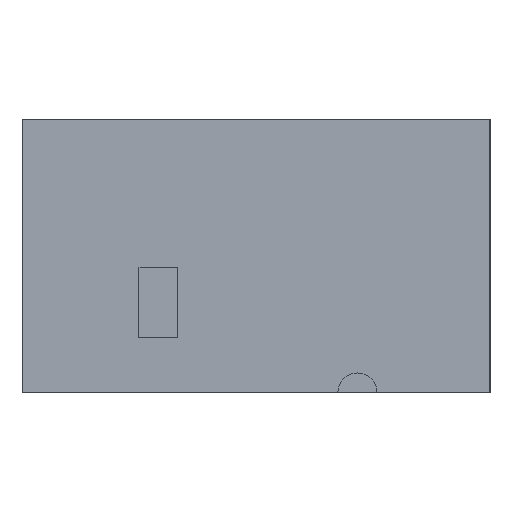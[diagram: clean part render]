
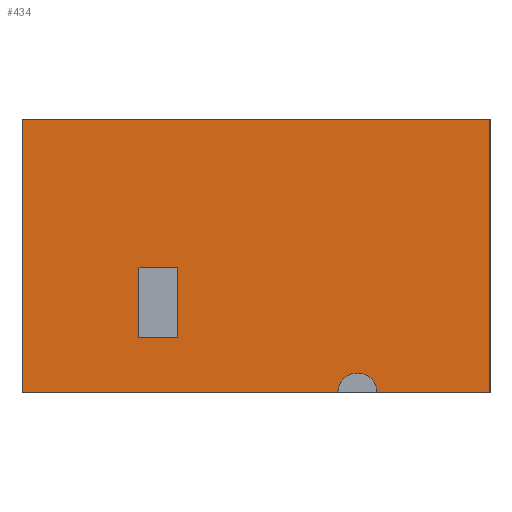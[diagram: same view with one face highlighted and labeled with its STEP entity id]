
A CAD part, left-side view. The second image highlights one B-rep face of the part: STEP entity #434.
In plain terms, the highlighted planar face has unit normal (-1, 0, 0).
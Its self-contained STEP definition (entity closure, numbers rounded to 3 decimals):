
#2 = LINE ( 'NONE', #31, #45 ) ;
#4 = CARTESIAN_POINT ( 'NONE',  ( -55., 15., 0. ) ) ;
#21 = VECTOR ( 'NONE', #306, 1000. ) ;
#27 = CARTESIAN_POINT ( 'NONE',  ( -55., 10., 7. ) ) ;
#31 = CARTESIAN_POINT ( 'NONE',  ( -55., -30., 35. ) ) ;
#36 = ORIENTED_EDGE ( 'NONE', *, *, #332, .F. ) ;
#39 = CARTESIAN_POINT ( 'NONE',  ( -55., 30., 35. ) ) ;
#45 = VECTOR ( 'NONE', #154, 1000. ) ;
#46 = DIRECTION ( 'NONE',  ( -1., 0., 0. ) ) ;
#48 = DIRECTION ( 'NONE',  ( 0., -1., 0. ) ) ;
#56 = DIRECTION ( 'NONE',  ( 0., -1., 0. ) ) ;
#60 = CARTESIAN_POINT ( 'NONE',  ( -55., 30., 35. ) ) ;
#66 = VERTEX_POINT ( 'NONE', #84 ) ;
#67 = VERTEX_POINT ( 'NONE', #292 ) ;
#79 = DIRECTION ( 'NONE',  ( 0., 0., -1. ) ) ;
#84 = CARTESIAN_POINT ( 'NONE',  ( -55., 15., 16. ) ) ;
#85 = EDGE_CURVE ( 'NONE', #399, #67, #333, .T. ) ;
#93 = CARTESIAN_POINT ( 'NONE',  ( -55., 15., 7. ) ) ;
#112 = CARTESIAN_POINT ( 'NONE',  ( -55., 0., 16. ) ) ;
#113 = EDGE_CURVE ( 'NONE', #203, #472, #432, .T. ) ;
#120 = CARTESIAN_POINT ( 'NONE',  ( -55., -13., 0. ) ) ;
#122 = CARTESIAN_POINT ( 'NONE',  ( -55., 10., 16. ) ) ;
#124 = VECTOR ( 'NONE', #260, 1000. ) ;
#131 = CARTESIAN_POINT ( 'NONE',  ( -55., 30., 0. ) ) ;
#134 = LINE ( 'NONE', #60, #250 ) ;
#138 = VERTEX_POINT ( 'NONE', #122 ) ;
#139 = DIRECTION ( 'NONE',  ( 0., 0., -1. ) ) ;
#147 = EDGE_CURVE ( 'NONE', #66, #245, #409, .T. ) ;
#148 = PLANE ( 'NONE',  #221 ) ;
#153 = DIRECTION ( 'NONE',  ( 1., 0., 0. ) ) ;
#154 = DIRECTION ( 'NONE',  ( 0., 0., -1. ) ) ;
#158 = DIRECTION ( 'NONE',  ( 0., -1., 0. ) ) ;
#159 = FACE_BOUND ( 'NONE', #182, .T. ) ;
#162 = DIRECTION ( 'NONE',  ( 0., 0., -1. ) ) ;
#169 = ORIENTED_EDGE ( 'NONE', *, *, #518, .T. ) ;
#176 = ORIENTED_EDGE ( 'NONE', *, *, #147, .F. ) ;
#182 = EDGE_LOOP ( 'NONE', ( #36, #176, #169, #520 ) ) ;
#192 = CARTESIAN_POINT ( 'NONE',  ( -55., 30., 35. ) ) ;
#203 = VERTEX_POINT ( 'NONE', #303 ) ;
#215 = EDGE_CURVE ( 'NONE', #399, #256, #134, .T. ) ;
#221 = AXIS2_PLACEMENT_3D ( 'NONE', #192, #153, #450 ) ;
#223 = CARTESIAN_POINT ( 'NONE',  ( -55., 30., 0. ) ) ;
#245 = VERTEX_POINT ( 'NONE', #93 ) ;
#250 = VECTOR ( 'NONE', #139, 1000. ) ;
#256 = VERTEX_POINT ( 'NONE', #471 ) ;
#257 = LINE ( 'NONE', #223, #21 ) ;
#260 = DIRECTION ( 'NONE',  ( 0., -1., 0. ) ) ;
#262 = EDGE_CURVE ( 'NONE', #256, #472, #424, .T. ) ;
#280 = EDGE_CURVE ( 'NONE', #203, #379, #257, .T. ) ;
#283 = ORIENTED_EDGE ( 'NONE', *, *, #113, .F. ) ;
#292 = CARTESIAN_POINT ( 'NONE',  ( -55., -30., 35. ) ) ;
#303 = CARTESIAN_POINT ( 'NONE',  ( -55., -15.5, 0. ) ) ;
#306 = DIRECTION ( 'NONE',  ( 0., -1., 0. ) ) ;
#310 = VECTOR ( 'NONE', #162, 1000. ) ;
#316 = CARTESIAN_POINT ( 'NONE',  ( -55., -30., 0. ) ) ;
#321 = ORIENTED_EDGE ( 'NONE', *, *, #215, .T. ) ;
#327 = DIRECTION ( 'NONE',  ( 0., -1., 0. ) ) ;
#328 = LINE ( 'NONE', #112, #494 ) ;
#332 = EDGE_CURVE ( 'NONE', #245, #425, #511, .T. ) ;
#333 = LINE ( 'NONE', #504, #353 ) ;
#337 = ORIENTED_EDGE ( 'NONE', *, *, #262, .T. ) ;
#344 = VECTOR ( 'NONE', #56, 1000. ) ;
#348 = ORIENTED_EDGE ( 'NONE', *, *, #85, .F. ) ;
#351 = CARTESIAN_POINT ( 'NONE',  ( -55., 10., 0. ) ) ;
#353 = VECTOR ( 'NONE', #327, 1000. ) ;
#362 = AXIS2_PLACEMENT_3D ( 'NONE', #120, #46, #48 ) ;
#375 = CARTESIAN_POINT ( 'NONE',  ( -55., 0., 7. ) ) ;
#379 = VERTEX_POINT ( 'NONE', #316 ) ;
#391 = LINE ( 'NONE', #351, #510 ) ;
#399 = VERTEX_POINT ( 'NONE', #39 ) ;
#409 = LINE ( 'NONE', #4, #310 ) ;
#424 = LINE ( 'NONE', #131, #124 ) ;
#425 = VERTEX_POINT ( 'NONE', #27 ) ;
#432 = CIRCLE ( 'NONE', #362, 2.5 ) ;
#434 = ADVANCED_FACE ( 'NONE', ( #159, #447 ), #148, .F. ) ;
#441 = ORIENTED_EDGE ( 'NONE', *, *, #280, .T. ) ;
#444 = CARTESIAN_POINT ( 'NONE',  ( -55., -10.5, 0. ) ) ;
#447 = FACE_OUTER_BOUND ( 'NONE', #467, .T. ) ;
#450 = DIRECTION ( 'NONE',  ( 0., 1., 0. ) ) ;
#467 = EDGE_LOOP ( 'NONE', ( #337, #283, #441, #509, #348, #321 ) ) ;
#471 = CARTESIAN_POINT ( 'NONE',  ( -55., 30., 0. ) ) ;
#472 = VERTEX_POINT ( 'NONE', #444 ) ;
#482 = EDGE_CURVE ( 'NONE', #138, #425, #391, .T. ) ;
#494 = VECTOR ( 'NONE', #158, 1000. ) ;
#504 = CARTESIAN_POINT ( 'NONE',  ( -55., 30., 35. ) ) ;
#509 = ORIENTED_EDGE ( 'NONE', *, *, #527, .F. ) ;
#510 = VECTOR ( 'NONE', #79, 1000. ) ;
#511 = LINE ( 'NONE', #375, #344 ) ;
#518 = EDGE_CURVE ( 'NONE', #66, #138, #328, .T. ) ;
#520 = ORIENTED_EDGE ( 'NONE', *, *, #482, .T. ) ;
#527 = EDGE_CURVE ( 'NONE', #67, #379, #2, .T. ) ;
